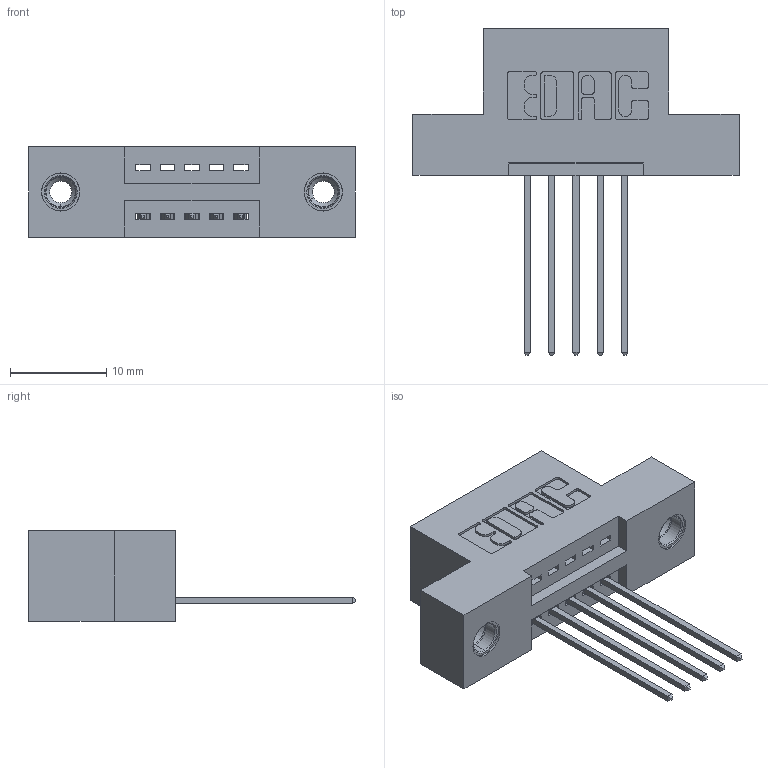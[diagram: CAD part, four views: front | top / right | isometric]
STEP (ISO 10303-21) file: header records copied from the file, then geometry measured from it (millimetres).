
FILE_DESCRIPTION (( 'STEP AP203' ), '1' );
FILE_NAME ('345-005-541-108.STEP', '2019-10-03T14:26:23', ( '' ), ( '' ), 'SwSTEP 2.0', 'SolidWorks 2016', '' );
FILE_SCHEMA (( 'CONFIG_CONTROL_DESIGN' ));
Length unit declared in the file: inch
Products named in the file (4): 345-250-001_345-250-003-102; 345 Part_Flush Mounting Lugs - 0.156 Dia-TI; 345-292-001_345-293-141; 345-005-541-108
Assembly tree (8 placements, depth 2):
  345-005-541-108
    345 Part_Flush Mounting Lugs - 0.156 Dia-TI
    345-292-001_345-293-141  x5
    345-250-001_345-250-003-102  x2
Bounding box: 33.91 x 33.96 x 9.4 mm (x, y, z)
Volume: 2927.6 mm3; surface area: 3503.9 mm2
Topology: 8 solids, 8 shells, 476 faces, 1357 edges, 890 vertices
Faces by surface type: plane 312, cylinder 148, cone 12, torus 4
Entity records: 9948 total; most frequent: CARTESIAN_POINT 1706, ORIENTED_EDGE 1638, DIRECTION 1571, EDGE_CURVE 819, VECTOR 647, LINE 647, VERTEX_POINT 540, AXIS2_PLACEMENT_3D 462
